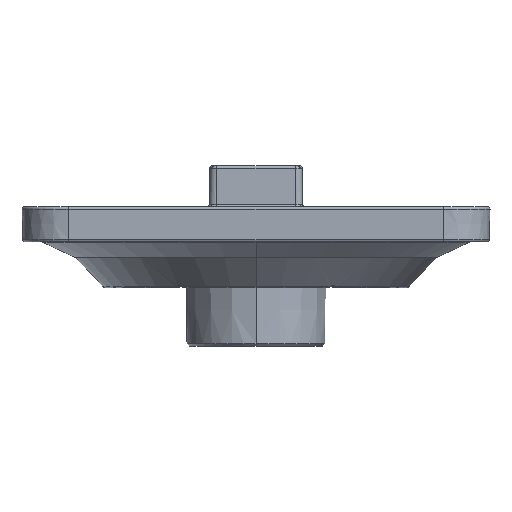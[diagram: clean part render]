
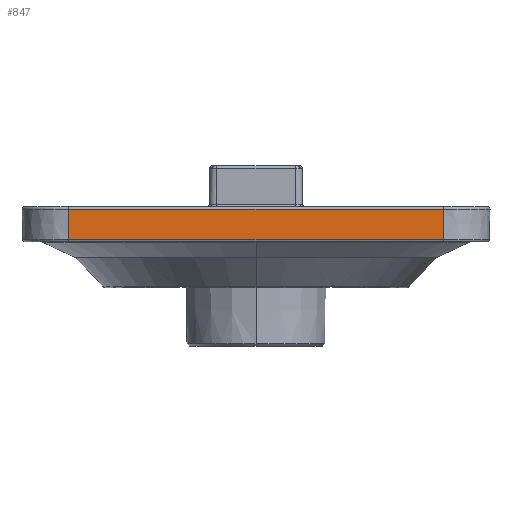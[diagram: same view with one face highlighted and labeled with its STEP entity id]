
A CAD part, left-side view. The second image highlights one B-rep face of the part: STEP entity #847.
In plain terms, the highlighted planar face has unit normal (-1, 0, -0.018).
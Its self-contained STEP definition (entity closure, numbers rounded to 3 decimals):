
#87 = VECTOR ( 'NONE', #960, 1000. ) ;
#89 = VERTEX_POINT ( 'NONE', #772 ) ;
#187 = DIRECTION ( 'NONE',  ( -0.017, 0., 1. ) ) ;
#228 = VERTEX_POINT ( 'NONE', #5423 ) ;
#330 = EDGE_CURVE ( 'NONE', #228, #3207, #1290, .T. ) ;
#421 = DIRECTION ( 'NONE',  ( -0.017, 0., 1. ) ) ;
#492 = CARTESIAN_POINT ( 'NONE',  ( -19.996, 0., 2.797 ) ) ;
#527 = ORIENTED_EDGE ( 'NONE', *, *, #1110, .T. ) ;
#604 = CARTESIAN_POINT ( 'NONE',  ( -19.996, 16., 2.797 ) ) ;
#732 = EDGE_LOOP ( 'NONE', ( #4456, #4612, #527, #2411 ) ) ;
#772 = CARTESIAN_POINT ( 'NONE',  ( -19.996, -16., 2.797 ) ) ;
#795 = CARTESIAN_POINT ( 'NONE',  ( -20., 16., 3. ) ) ;
#847 = ADVANCED_FACE ( 'NONE', ( #1565 ), #5642, .T. ) ;
#960 = DIRECTION ( 'NONE',  ( 0., -1., 0. ) ) ;
#980 = VECTOR ( 'NONE', #4497, 1000. ) ;
#1110 = EDGE_CURVE ( 'NONE', #3207, #89, #5143, .T. ) ;
#1255 = CARTESIAN_POINT ( 'NONE',  ( -19.951, -16., 0.197 ) ) ;
#1290 = LINE ( 'NONE', #1375, #87 ) ;
#1375 = CARTESIAN_POINT ( 'NONE',  ( -19.951, -16., 0.197 ) ) ;
#1565 = FACE_OUTER_BOUND ( 'NONE', #732, .T. ) ;
#1613 = EDGE_CURVE ( 'NONE', #89, #2215, #3119, .T. ) ;
#1921 = VECTOR ( 'NONE', #3203, 1000. ) ;
#2187 = LINE ( 'NONE', #795, #980 ) ;
#2215 = VERTEX_POINT ( 'NONE', #604 ) ;
#2411 = ORIENTED_EDGE ( 'NONE', *, *, #1613, .T. ) ;
#2675 = VECTOR ( 'NONE', #421, 1000. ) ;
#2882 = DIRECTION ( 'NONE',  ( -1., 0., -0.017 ) ) ;
#3119 = LINE ( 'NONE', #492, #1921 ) ;
#3129 = CARTESIAN_POINT ( 'NONE',  ( -20., -16., 3. ) ) ;
#3203 = DIRECTION ( 'NONE',  ( 0., 1., 0. ) ) ;
#3207 = VERTEX_POINT ( 'NONE', #1255 ) ;
#3814 = CARTESIAN_POINT ( 'NONE',  ( -20., 0., 3. ) ) ;
#4456 = ORIENTED_EDGE ( 'NONE', *, *, #5745, .T. ) ;
#4497 = DIRECTION ( 'NONE',  ( 0.017, 0., -1. ) ) ;
#4612 = ORIENTED_EDGE ( 'NONE', *, *, #330, .T. ) ;
#4686 = AXIS2_PLACEMENT_3D ( 'NONE', #3814, #2882, #187 ) ;
#5143 = LINE ( 'NONE', #3129, #2675 ) ;
#5423 = CARTESIAN_POINT ( 'NONE',  ( -19.951, 16., 0.197 ) ) ;
#5642 = PLANE ( 'NONE',  #4686 ) ;
#5745 = EDGE_CURVE ( 'NONE', #2215, #228, #2187, .T. ) ;
